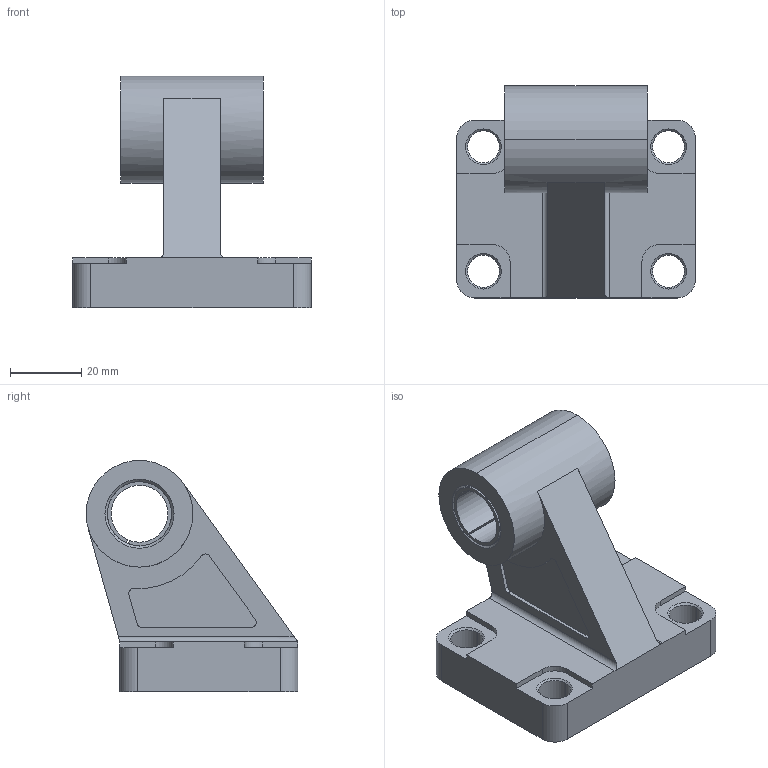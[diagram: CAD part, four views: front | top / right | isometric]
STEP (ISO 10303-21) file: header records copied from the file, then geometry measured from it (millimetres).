
FILE_DESCRIPTION (( 'STEP AP203' ), '1' );
FILE_NAME ('ARQ1063000.step', '2022-03-10T11:57:44', ( '' ), ( '' ), 'SwSTEP 2.0', 'SolidWorks 2021', '' );
FILE_SCHEMA (( 'CONFIG_CONTROL_DESIGN' ));
Length unit declared in the file: millimetre
Products named in the file (3): ARQ1063000; ARQ1063B00; BC02816000
Assembly tree (3 placements, depth 2):
  ARQ1063000
    ARQ1063B00
    BC02816000  x2
Bounding box: 67 x 59.5 x 65 mm (x, y, z)
Volume: 78207.1 mm3; surface area: 22799.2 mm2
Topology: 3 solids, 3 shells, 251 faces, 653 edges, 426 vertices
Faces by surface type: plane 114, bspline 64, cylinder 49, cone 22, torus 2
Entity records: 10924 total; most frequent: CARTESIAN_POINT 5002, ORIENTED_EDGE 1258, DIRECTION 975, EDGE_CURVE 629, VERTEX_POINT 410, LINE 385, VECTOR 385, AXIS2_PLACEMENT_3D 295
